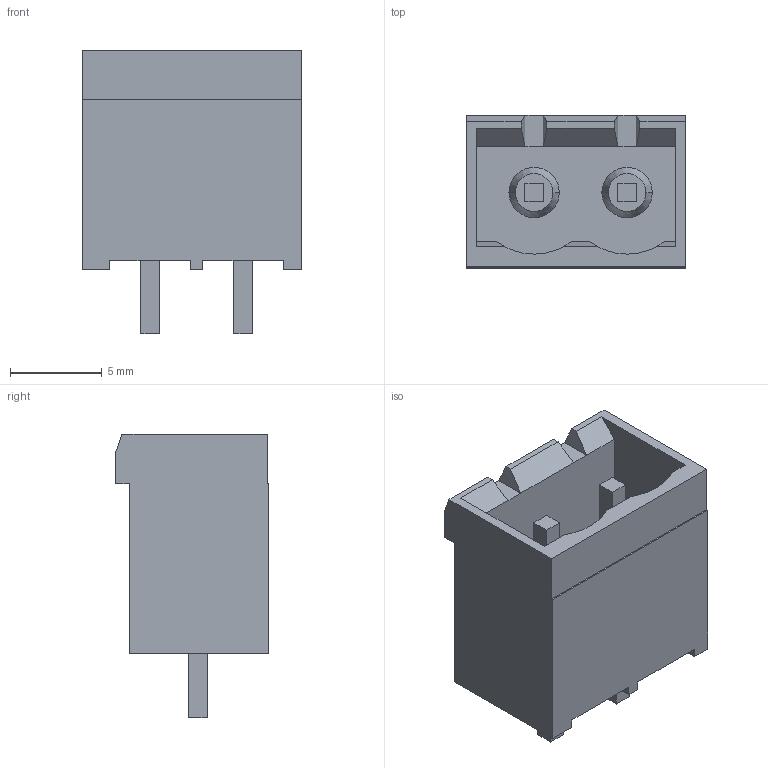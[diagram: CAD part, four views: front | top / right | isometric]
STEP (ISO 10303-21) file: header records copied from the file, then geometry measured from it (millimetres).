
FILE_DESCRIPTION((''),'2;1');
FILE_NAME('C-796636-2','2009-05-28T',('workeradm'),(''),'PRO/ENGINEER BY PARAMETRIC TECHNOLOGY CORPORATION, 2008380','PRO/ENGINEER BY PARAMETRIC TECHNOLOGY CORPORATION, 2008380','');
FILE_SCHEMA(('AUTOMOTIVE_DESIGN { 1 0 10303 214 1 1 1 1 }'));
Length unit declared in the file: millimetre
Products named in the file (1): C-796636-2
Bounding box: 11.98 x 8.35 x 15.5 mm (x, y, z)
Volume: 585.4 mm3; surface area: 1039 mm2
Topology: 1 solids, 1 shells, 69 faces, 175 edges, 114 vertices
Faces by surface type: plane 63, cone 4, cylinder 2
Entity records: 2081 total; most frequent: CARTESIAN_POINT 371, ORIENTED_EDGE 350, DIRECTION 321, EDGE_CURVE 175, VECTOR 159, LINE 159, VERTEX_POINT 114, AXIS2_PLACEMENT_3D 81
